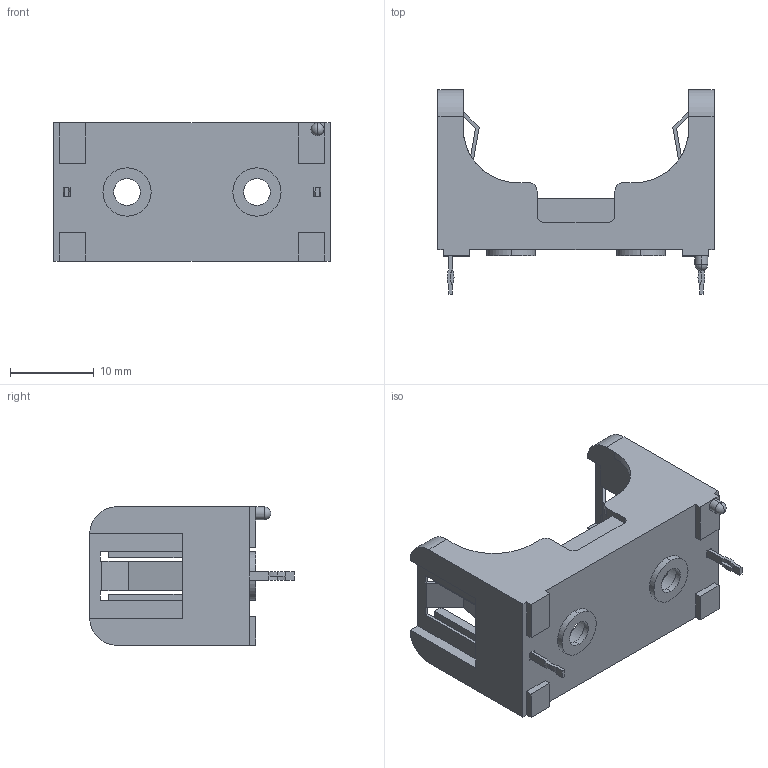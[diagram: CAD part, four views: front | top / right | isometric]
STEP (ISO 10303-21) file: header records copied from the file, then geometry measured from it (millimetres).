
FILE_DESCRIPTION (( 'STEP AP214' ), '1' );
FILE_NAME ('BH1-2AA-3.STEP', '2019-11-12T12:17:07', ( '' ), ( '' ), 'SwSTEP 2.0', 'SolidWorks 2017', '' );
FILE_SCHEMA (( 'AUTOMOTIVE_DESIGN' ));
Length unit declared in the file: millimetre
Products named in the file (1): BH1-2AA-3
Bounding box: 32.92 x 24.38 x 16.51 mm (x, y, z)
Volume: 2952.9 mm3; surface area: 3877.3 mm2
Topology: 3 solids, 3 shells, 262 faces, 752 edges, 495 vertices
Faces by surface type: plane 204, cylinder 56, sphere 2
Entity records: 8720 total; most frequent: CARTESIAN_POINT 1696, ORIENTED_EDGE 1496, DIRECTION 1398, EDGE_CURVE 748, VECTOR 592, LINE 592, VERTEX_POINT 493, AXIS2_PLACEMENT_3D 403
